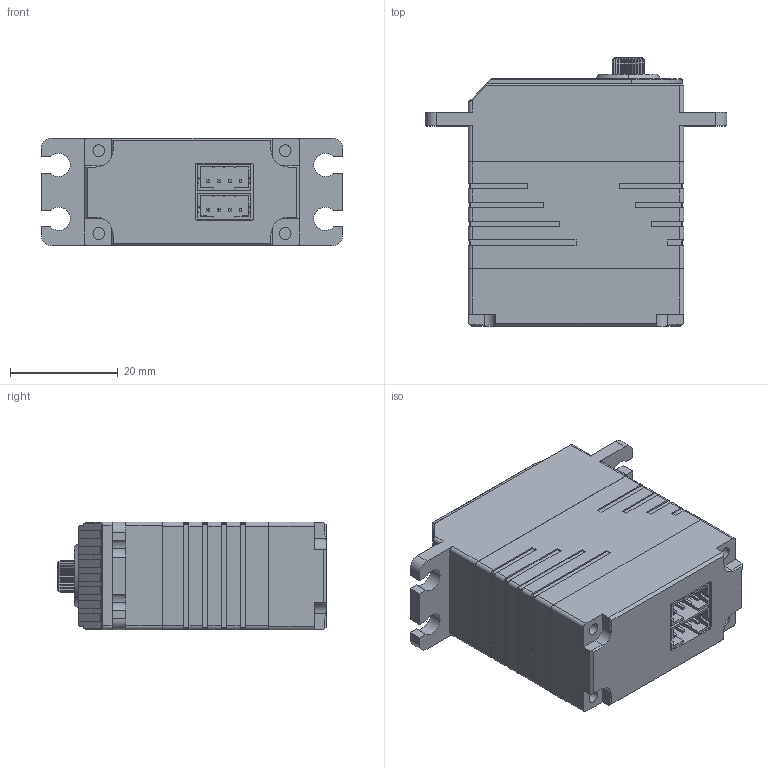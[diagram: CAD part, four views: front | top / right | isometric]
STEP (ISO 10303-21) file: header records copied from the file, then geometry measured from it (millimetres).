
FILE_DESCRIPTION (( 'STEP AP203' ), '1' );
FILE_NAME ('ｻｪﾜｰｾｩ 485ﾐｭﾒ鮓貊敎篁ﾛｳﾟｴ醢', '2025-06-30T09:22:50', ( 'Windows ﾓﾃ' ), ( '' ), 'SwSTEP 2.0', 'SolidWorks 2021', '' );
FILE_SCHEMA (( 'CONFIG_CONTROL_DESIGN' ));
Length unit declared in the file: millimetre
Products named in the file (1): 华馨京 485协议舵机外观尺寸图(H)-3d3_′_í_(H)-3d3____¨a_(H)-3d
Bounding box: 56 x 49.87 x 20.04 mm (x, y, z)
Volume: 35911.1 mm3; surface area: 12864.4 mm2
Topology: 6 solids, 6 shells, 694 faces, 1951 edges, 1287 vertices
Faces by surface type: plane 488, cylinder 162, cone 42, bspline 2
Entity records: 22805 total; most frequent: CARTESIAN_POINT 4764, ORIENTED_EDGE 3902, DIRECTION 3529, EDGE_CURVE 1951, VECTOR 1435, LINE 1435, VERTEX_POINT 1287, AXIS2_PLACEMENT_3D 1047
